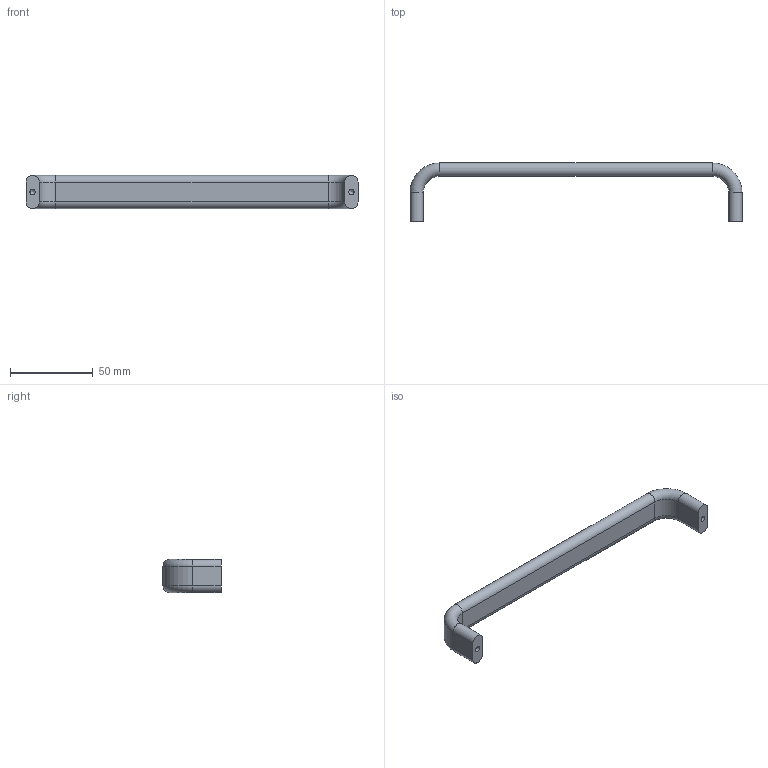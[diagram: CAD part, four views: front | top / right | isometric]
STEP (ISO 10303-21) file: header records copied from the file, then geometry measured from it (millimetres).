
FILE_DESCRIPTION(/* description */ (''),/* implementation_level */ '2;1');
FILE_NAME(/* name */ '11212_KriTec_Handgriff_AL_leicht_Lochabstand_180mm_2xM5.stp',/* time_stamp */ '2014-09-29T16:52:08+02:00',/* author */ ('kostic'),/* organization */ (''),/* preprocessor_version */ 'ST-DEVELOPER v15.2',/* originating_system */ 'Autodesk Inventor 2014',/* authorisation */ '');
FILE_SCHEMA (('AUTOMOTIVE_DESIGN { 1 0 10303 214 3 1 1 }'));
Length unit declared in the file: millimetre
Products named in the file (1): 11212_KriTec_Handgriff_AL_leicht_Lochabstand_180mm_2xM5
Bounding box: 200 x 35 x 20 mm (x, y, z)
Volume: 35190.2 mm3; surface area: 12429 mm2
Topology: 1 solids, 1 shells, 26 faces, 54 edges, 30 vertices
Faces by surface type: cylinder 12, plane 8, torus 4, cone 2
Full cylindrical faces by diameter (mm): 3.242 x2
Entity records: 661 total; most frequent: DIRECTION 126, CARTESIAN_POINT 103, ORIENTED_EDGE 96, AXIS2_PLACEMENT_3D 51, EDGE_CURVE 48, EDGE_LOOP 30, VERTEX_POINT 28, ADVANCED_FACE 26
